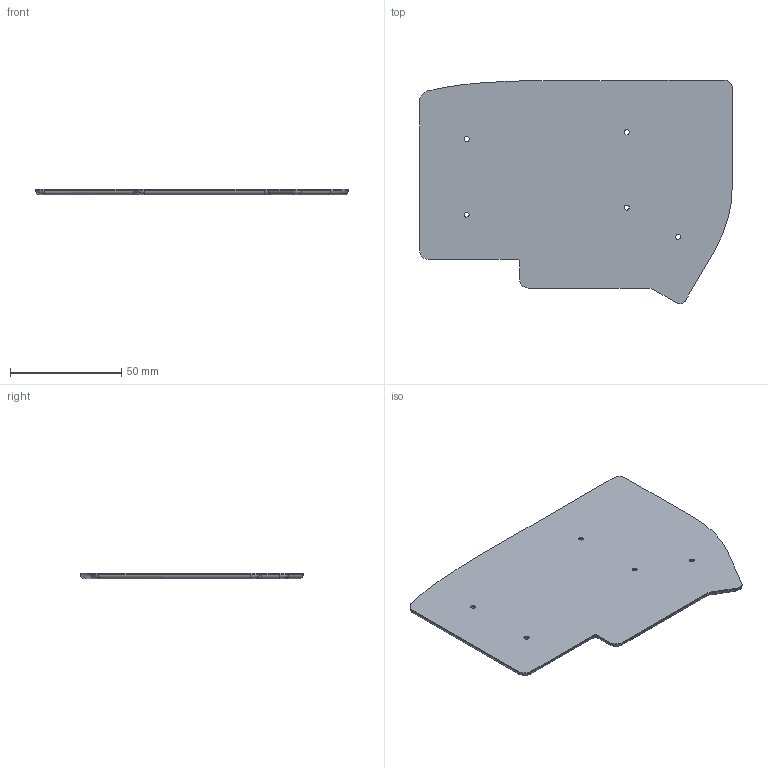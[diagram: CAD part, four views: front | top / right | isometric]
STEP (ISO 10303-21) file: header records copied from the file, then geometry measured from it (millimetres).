
FILE_DESCRIPTION(/* description */ ('','CAx-IF Rec.Pracs.---Representation and Presentation of Product Manufacturing Information (PMI)---4.0---2014-10-13'),/* implementation_level */ '2;1');
FILE_NAME(/* name */ 'left_bottom_plate_02192025.step',/* time_stamp */ '2025-02-19T08:06:43-08:00',/* author */ (''),/* organization */ (''),/* preprocessor_version */ 'ST-DEVELOPER v20',/* originating_system */ 'Autodesk Translation Framework v13.20.0.188',/* authorisation */ '');
FILE_SCHEMA (('AP242_MANAGED_MODEL_BASED_3D_ENGINEERING_MIM_LF { 1 0 10303 442 1 1 4 }'));
Length unit declared in the file: metre
Products named in the file (2): lily_solid_case_separate_components (v11~recovered); solid backplate with couterbore
Assembly tree (1 placements, depth 2):
  lily_solid_case_separate_components (v11~recovered)
    solid backplate with couterbore
Bounding box: 140.6 x 100.38 x 2.5 mm (x, y, z)
Volume: 30058.2 mm3; surface area: 25282.7 mm2
Topology: 1 solids, 1 shells, 167 faces, 461 edges, 301 vertices
Faces by surface type: plane 132, cylinder 24, torus 7, bspline 4
Full cylindrical faces by diameter (mm): 4 x5
Entity records: 5392 total; most frequent: CARTESIAN_POINT 1040, ORIENTED_EDGE 922, DIRECTION 843, EDGE_CURVE 461, LINE 399, VECTOR 399, VERTEX_POINT 301, AXIS2_PLACEMENT_3D 222
